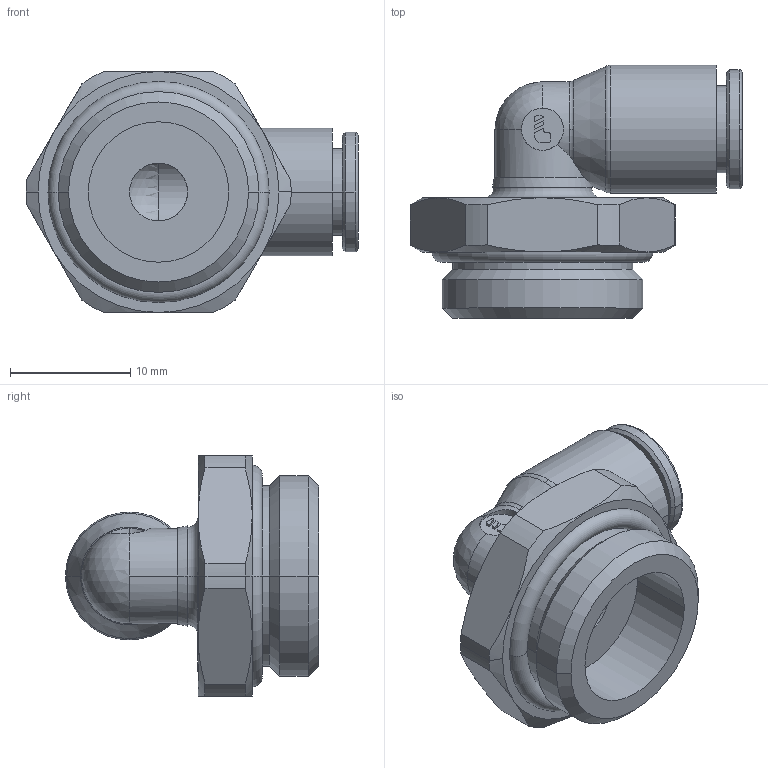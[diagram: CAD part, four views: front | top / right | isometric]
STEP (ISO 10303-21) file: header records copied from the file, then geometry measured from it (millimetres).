
FILE_DESCRIPTION(('STEP AP214'),'1');
FILE_NAME('3199_06_17.stp','2016-07-07T14:54:01',('TraceParts'),('TraceParts S.A.'),'Spatial InterOp 3D',' ',' ');
FILE_SCHEMA(('automotive_design'));
Length unit declared in the file: millimetre
Products named in the file (1): 1
Bounding box: 27.55 x 21 x 20 mm (x, y, z)
Volume: 2954.9 mm3; surface area: 2688.1 mm2
Topology: 1 solids, 1 shells, 109 faces, 272 edges, 170 vertices
Faces by surface type: cylinder 36, plane 33, cone 26, torus 11, sphere 3
Entity records: 3584 total; most frequent: CARTESIAN_POINT 969, DIRECTION 585, ORIENTED_EDGE 534, EDGE_CURVE 267, AXIS2_PLACEMENT_3D 246, VERTEX_POINT 170, CIRCLE 134, EDGE_LOOP 121
